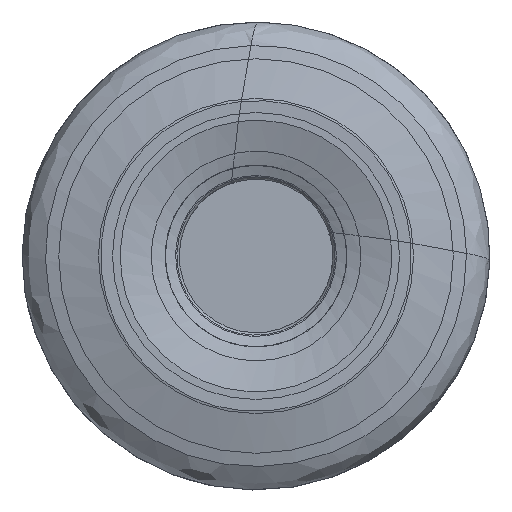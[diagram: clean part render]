
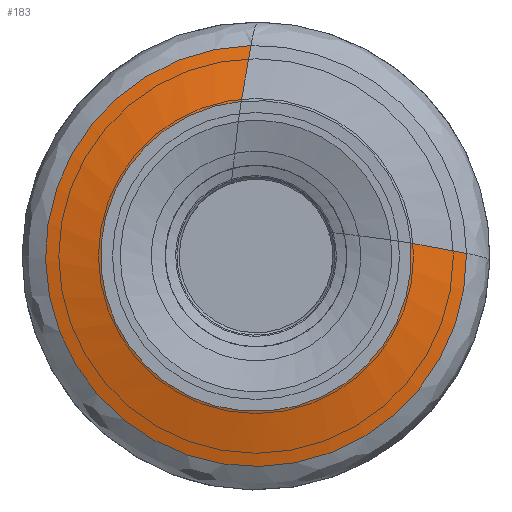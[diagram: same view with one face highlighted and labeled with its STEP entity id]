
A CAD part, left-side view. The second image highlights one B-rep face of the part: STEP entity #183.
In plain terms, the highlighted free-form (B-spline) face has degree [1, 3] with [2, 7] control points.
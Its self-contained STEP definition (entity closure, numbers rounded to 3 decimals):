
#129=LINE('',#1662,#157);
#130=LINE('',#1663,#158);
#157=VECTOR('',#1081,1.);
#158=VECTOR('',#1082,1.);
#183=ADVANCED_FACE('',(#296),#248,.F.);
#248=(
BOUNDED_SURFACE()
B_SPLINE_SURFACE(1,3,((#1664,#1665,#1666,#1667,#1668,#1669,#1670),(#1671,
#1672,#1673,#1674,#1675,#1676,#1677)),.UNSPECIFIED.,.F.,.F.,.F.)
B_SPLINE_SURFACE_WITH_KNOTS((2,2),(4,3,4),(0.,1.),(0.,0.5,1.),
 .UNSPECIFIED.)
GEOMETRIC_REPRESENTATION_ITEM()
RATIONAL_B_SPLINE_SURFACE(((1.,0.59,0.59,1.,0.59,
0.59,1.),(1.,0.59,0.59,1.,0.59,
0.59,1.)))
REPRESENTATION_ITEM('')
SURFACE()
);
#296=FACE_OUTER_BOUND('',#346,.T.);
#346=EDGE_LOOP('',(#544,#545,#546,#547));
#427=CIRCLE('',#926,5.645);
#428=CIRCLE('',#927,7.645);
#544=ORIENTED_EDGE('',*,*,#814,.F.);
#545=ORIENTED_EDGE('',*,*,#815,.T.);
#546=ORIENTED_EDGE('',*,*,#811,.T.);
#547=ORIENTED_EDGE('',*,*,#816,.T.);
#730=VERTEX_POINT('',#1641);
#731=VERTEX_POINT('',#1642);
#732=VERTEX_POINT('',#1660);
#733=VERTEX_POINT('',#1661);
#811=EDGE_CURVE('',#730,#731,#427,.T.);
#814=EDGE_CURVE('',#732,#733,#428,.T.);
#815=EDGE_CURVE('',#732,#730,#129,.T.);
#816=EDGE_CURVE('',#731,#733,#130,.T.);
#926=AXIS2_PLACEMENT_3D('',#1640,#1075,#1076);
#927=AXIS2_PLACEMENT_3D('',#1659,#1079,#1080);
#1075=DIRECTION('',(1.,0.,0.));
#1076=DIRECTION('',(0.,-0.997,0.083));
#1079=DIRECTION('',(1.,0.,0.));
#1080=DIRECTION('',(0.,-1.,0.012));
#1081=DIRECTION('',(-0.249,0.952,0.177));
#1082=DIRECTION('',(0.249,-0.166,0.954));
#1640=CARTESIAN_POINT('',(0.,0.,0.));
#1641=CARTESIAN_POINT('',(0.,-5.626,0.47));
#1642=CARTESIAN_POINT('',(0.,0.536,5.62));
#1659=CARTESIAN_POINT('',(0.528,0.,0.));
#1660=CARTESIAN_POINT('',(0.528,-7.645,0.094));
#1661=CARTESIAN_POINT('',(0.528,0.183,7.643));
#1662=CARTESIAN_POINT('',(0.,-5.626,0.47));
#1663=CARTESIAN_POINT('',(0.,0.536,5.62));
#1664=CARTESIAN_POINT('',(0.,-5.626,0.47));
#1665=CARTESIAN_POINT('',(0.,-6.116,-5.393));
#1666=CARTESIAN_POINT('',(0.,-0.894,-8.105));
#1667=CARTESIAN_POINT('',(0.,3.621,-4.332));
#1668=CARTESIAN_POINT('',(0.,8.135,-0.558));
#1669=CARTESIAN_POINT('',(0.,6.393,5.062));
#1670=CARTESIAN_POINT('',(0.,0.536,5.62));
#1671=CARTESIAN_POINT('',(0.528,-7.645,0.094));
#1672=CARTESIAN_POINT('',(0.528,-7.743,-7.874));
#1673=CARTESIAN_POINT('',(0.528,-0.428,-11.035));
#1674=CARTESIAN_POINT('',(0.528,5.307,-5.503));
#1675=CARTESIAN_POINT('',(0.528,11.043,0.028));
#1676=CARTESIAN_POINT('',(0.528,8.149,7.452));
#1677=CARTESIAN_POINT('',(0.528,0.183,7.643));
